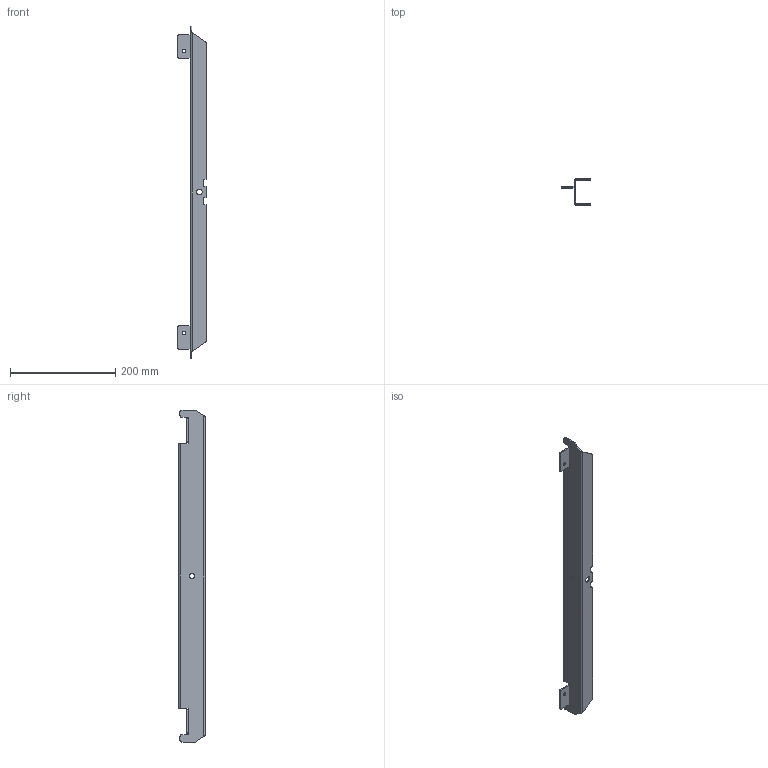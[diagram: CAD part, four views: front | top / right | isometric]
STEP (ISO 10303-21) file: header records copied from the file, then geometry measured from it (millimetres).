
FILE_DESCRIPTION (( 'STEP AP203' ), '1' );
FILE_NAME ('10-02-1561.STEP', '2013-05-02T11:00:35', ( 'asennus' ), ( '' ), 'SwSTEP 2.0', 'SolidWorks 2013', '' );
FILE_SCHEMA (( 'CONFIG_CONTROL_DESIGN' ));
Length unit declared in the file: millimetre
Products named in the file (1): 10-02-1561
Bounding box: 54.85 x 50 x 630 mm (x, y, z)
Volume: 149881 mm3; surface area: 124276.3 mm2
Topology: 1 solids, 1 shells, 106 faces, 280 edges, 176 vertices
Faces by surface type: plane 56, cylinder 44, bspline 6
Entity records: 3429 total; most frequent: CARTESIAN_POINT 709, ORIENTED_EDGE 560, DIRECTION 542, EDGE_CURVE 280, AXIS2_PLACEMENT_3D 185, VERTEX_POINT 176, LINE 172, VECTOR 172
